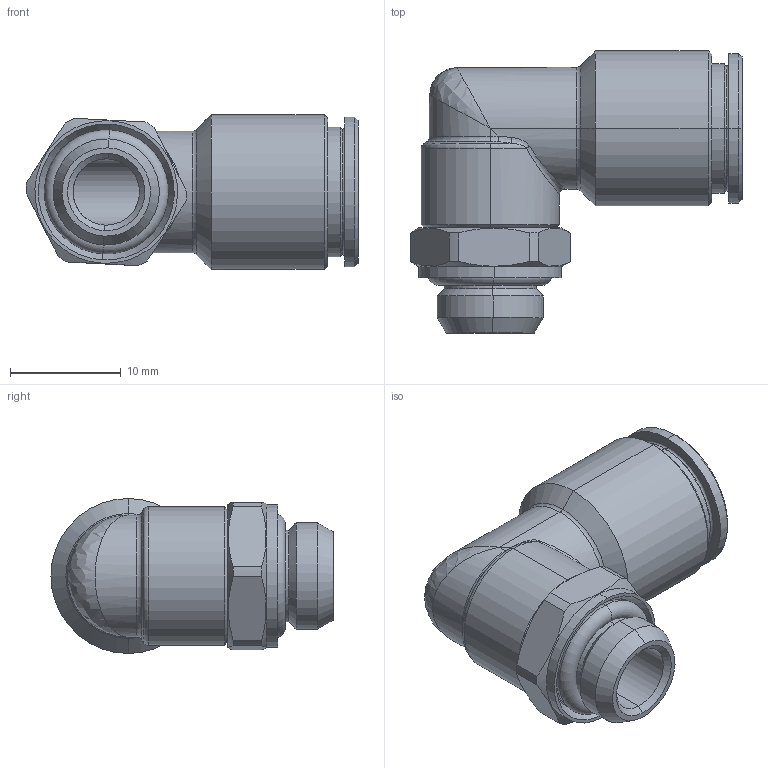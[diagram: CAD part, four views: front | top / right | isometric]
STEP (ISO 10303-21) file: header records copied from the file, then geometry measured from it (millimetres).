
FILE_DESCRIPTION (( 'STEP AP203' ), '1' );
FILE_NAME ('X0060041.STEP', '2010-09-24T14:26:07', ( '' ), ( 'sopra-pneumatic' ), 'SwSTEP 2.0', 'SolidWorks 2009', '' );
FILE_SCHEMA (( 'CONFIG_CONTROL_DESIGN' ));
Length unit declared in the file: millimetre
Products named in the file (1): X0060041
Bounding box: 30 x 25.5 x 14 mm (x, y, z)
Volume: 3316.3 mm3; surface area: 3030.6 mm2
Topology: 2 solids, 2 shells, 98 faces, 218 edges, 125 vertices
Faces by surface type: cylinder 33, cone 29, torus 16, plane 14, bspline 6
Entity records: 4054 total; most frequent: CARTESIAN_POINT 1841, DIRECTION 474, ORIENTED_EDGE 432, EDGE_CURVE 216, AXIS2_PLACEMENT_3D 204, VERTEX_POINT 125, CIRCLE 111, EDGE_LOOP 105
